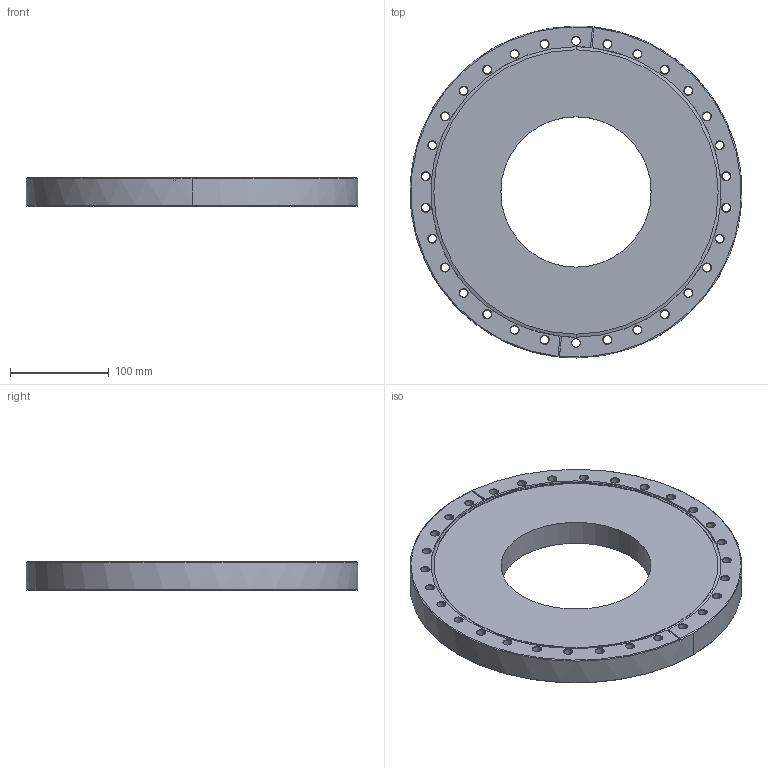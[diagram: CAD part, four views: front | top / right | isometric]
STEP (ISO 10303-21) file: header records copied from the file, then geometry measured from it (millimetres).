
FILE_DESCRIPTION((''),'2;1');
FILE_NAME('150052','2004-04-14T',('Rmunns'),(''),'PRO/ENGINEER BY PARAMETRIC TECHNOLOGY CORPORATION, 2001150','PRO/ENGINEER BY PARAMETRIC TECHNOLOGY CORPORATION, 2001150','');
FILE_SCHEMA(('CONFIG_CONTROL_DESIGN'));
Length unit declared in the file: inch
Products named in the file (1): 150052
Bounding box: 336.55 x 336.55 x 28.45 mm (x, y, z)
Volume: 1882854.8 mm3; surface area: 218252.7 mm2
Topology: 1 solids, 21 shells, 311 faces, 734 edges, 446 vertices
Faces by surface type: cylinder 152, cone 128, plane 31
Entity records: 9121 total; most frequent: DIRECTION 1782, CARTESIAN_POINT 1516, ORIENTED_EDGE 1388, AXIS2_PLACEMENT_3D 744, EDGE_CURVE 734, VERTEX_POINT 446, CIRCLE 432, EDGE_LOOP 394
